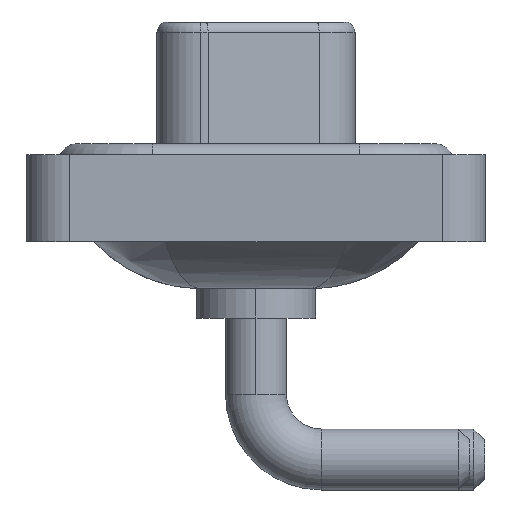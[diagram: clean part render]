
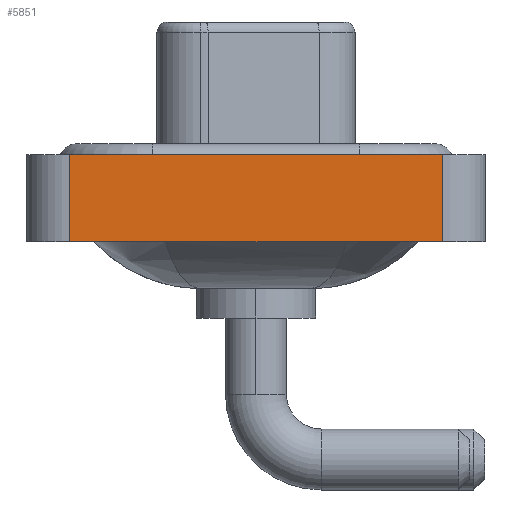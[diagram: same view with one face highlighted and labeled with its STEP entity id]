
A CAD part, left-side view. The second image highlights one B-rep face of the part: STEP entity #5851.
In plain terms, the highlighted planar face has unit normal (-1, 0, 0).
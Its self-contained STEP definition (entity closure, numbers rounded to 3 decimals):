
#386 = EDGE_LOOP ( 'NONE', ( #4102, #1134, #3139, #7984 ) ) ;
#401 = CARTESIAN_POINT ( 'NONE',  ( -7.3, -8.55, -3.6 ) ) ;
#714 = VERTEX_POINT ( 'NONE', #18429 ) ;
#1134 = ORIENTED_EDGE ( 'NONE', *, *, #10617, .F. ) ;
#1383 = CARTESIAN_POINT ( 'NONE',  ( -7.3, 8.55, -3.6 ) ) ;
#2006 = VERTEX_POINT ( 'NONE', #18525 ) ;
#2427 = VECTOR ( 'NONE', #16245, 1000. ) ;
#3139 = ORIENTED_EDGE ( 'NONE', *, *, #14285, .F. ) ;
#3172 = VECTOR ( 'NONE', #8099, 1000. ) ;
#3702 = VECTOR ( 'NONE', #17923, 1000. ) ;
#4102 = ORIENTED_EDGE ( 'NONE', *, *, #8888, .T. ) ;
#4713 = LINE ( 'NONE', #13709, #3702 ) ;
#5096 = PLANE ( 'NONE',  #15639 ) ;
#5851 = ADVANCED_FACE ( 'NONE', ( #17026 ), #5096, .T. ) ;
#5900 = VECTOR ( 'NONE', #14695, 1000. ) ;
#6356 = DIRECTION ( 'NONE',  ( -1., 0., 0. ) ) ;
#6819 = LINE ( 'NONE', #7996, #3172 ) ;
#7720 = DIRECTION ( 'NONE',  ( 0., 0., 1. ) ) ;
#7984 = ORIENTED_EDGE ( 'NONE', *, *, #13314, .T. ) ;
#7996 = CARTESIAN_POINT ( 'NONE',  ( -7.3, -8.55, 0.4 ) ) ;
#8099 = DIRECTION ( 'NONE',  ( 0., -1., 0. ) ) ;
#8734 = CARTESIAN_POINT ( 'NONE',  ( -7.3, -8.55, -3.6 ) ) ;
#8888 = EDGE_CURVE ( 'NONE', #2006, #714, #11661, .T. ) ;
#10617 = EDGE_CURVE ( 'NONE', #16654, #714, #6819, .T. ) ;
#11661 = LINE ( 'NONE', #8734, #5900 ) ;
#13314 = EDGE_CURVE ( 'NONE', #16661, #2006, #18338, .T. ) ;
#13709 = CARTESIAN_POINT ( 'NONE',  ( -7.3, 8.55, -3.6 ) ) ;
#14285 = EDGE_CURVE ( 'NONE', #16661, #16654, #4713, .T. ) ;
#14695 = DIRECTION ( 'NONE',  ( 0., 0., 1. ) ) ;
#14951 = CARTESIAN_POINT ( 'NONE',  ( -7.3, -8.55, -3.6 ) ) ;
#15639 = AXIS2_PLACEMENT_3D ( 'NONE', #401, #6356, #7720 ) ;
#15700 = CARTESIAN_POINT ( 'NONE',  ( -7.3, 8.55, 0.4 ) ) ;
#16245 = DIRECTION ( 'NONE',  ( 0., -1., 0. ) ) ;
#16654 = VERTEX_POINT ( 'NONE', #15700 ) ;
#16661 = VERTEX_POINT ( 'NONE', #1383 ) ;
#17026 = FACE_OUTER_BOUND ( 'NONE', #386, .T. ) ;
#17923 = DIRECTION ( 'NONE',  ( 0., 0., 1. ) ) ;
#18338 = LINE ( 'NONE', #14951, #2427 ) ;
#18429 = CARTESIAN_POINT ( 'NONE',  ( -7.3, -8.55, 0.4 ) ) ;
#18525 = CARTESIAN_POINT ( 'NONE',  ( -7.3, -8.55, -3.6 ) ) ;
